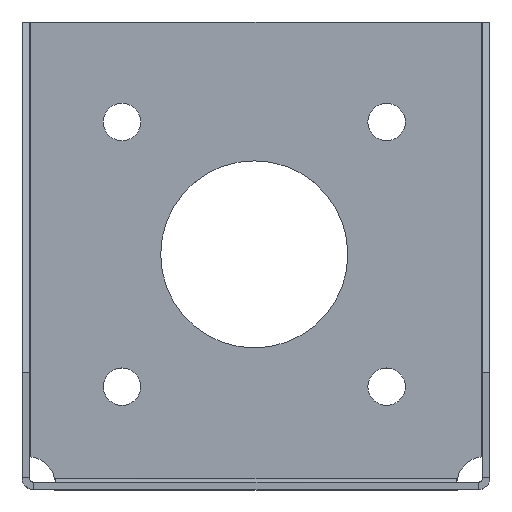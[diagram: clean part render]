
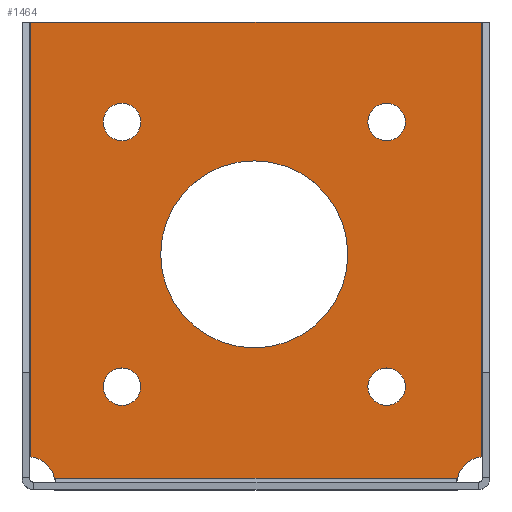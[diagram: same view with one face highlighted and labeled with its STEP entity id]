
A CAD part, top view. The second image highlights one B-rep face of the part: STEP entity #1464.
In plain terms, the highlighted planar face has unit normal (0, 0, 1).
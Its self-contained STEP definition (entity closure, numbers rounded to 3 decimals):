
#21 = VECTOR ( 'NONE', #704, 1000. ) ;
#24 = EDGE_LOOP ( 'NONE', ( #2184, #229 ) ) ;
#56 = DIRECTION ( 'NONE',  ( 0., -1., 0. ) ) ;
#64 = EDGE_CURVE ( 'NONE', #2091, #2211, #586, .T. ) ;
#74 = CARTESIAN_POINT ( 'NONE',  ( 50., 1., -48.5 ) ) ;
#101 = LINE ( 'NONE', #74, #1525 ) ;
#109 = VERTEX_POINT ( 'NONE', #1245 ) ;
#129 = CARTESIAN_POINT ( 'NONE',  ( -28.65, 73.15, -48.5 ) ) ;
#142 = CARTESIAN_POINT ( 'NONE',  ( 48.146, 5.581, -48.5 ) ) ;
#208 = DIRECTION ( 'NONE',  ( 0., 1., 0. ) ) ;
#213 = EDGE_LOOP ( 'NONE', ( #947, #367 ) ) ;
#216 = CARTESIAN_POINT ( 'NONE',  ( -0.366, 28.866, -48.5 ) ) ;
#217 = ORIENTED_EDGE ( 'NONE', *, *, #1802, .T. ) ;
#220 = DIRECTION ( 'NONE',  ( 0., 0., 1. ) ) ;
#229 = ORIENTED_EDGE ( 'NONE', *, *, #64, .T. ) ;
#267 = EDGE_LOOP ( 'NONE', ( #762, #1949, #1369, #1804, #1743, #495 ) ) ;
#272 = VERTEX_POINT ( 'NONE', #2027 ) ;
#273 = CIRCLE ( 'NONE', #1141, 4. ) ;
#290 = CARTESIAN_POINT ( 'NONE',  ( 27.918, 16.582, -48.5 ) ) ;
#301 = DIRECTION ( 'NONE',  ( 0., 0., -1. ) ) ;
#315 = DIRECTION ( 'NONE',  ( 1., 0., 0. ) ) ;
#331 = DIRECTION ( 'NONE',  ( 0., -1., 0. ) ) ;
#362 = ORIENTED_EDGE ( 'NONE', *, *, #1231, .T. ) ;
#366 = VERTEX_POINT ( 'NONE', #658 ) ;
#367 = ORIENTED_EDGE ( 'NONE', *, *, #1302, .T. ) ;
#389 = EDGE_LOOP ( 'NONE', ( #362, #217 ) ) ;
#399 = EDGE_LOOP ( 'NONE', ( #1648, #2044 ) ) ;
#423 = CIRCLE ( 'NONE', #882, 6. ) ;
#431 = DIRECTION ( 'NONE',  ( 0., 0., -1. ) ) ;
#435 = VERTEX_POINT ( 'NONE', #1242 ) ;
#456 = CARTESIAN_POINT ( 'NONE',  ( 27.918, 20.582, -48.5 ) ) ;
#495 = ORIENTED_EDGE ( 'NONE', *, *, #2174, .F. ) ;
#510 = EDGE_CURVE ( 'NONE', #2211, #2091, #589, .T. ) ;
#552 = EDGE_CURVE ( 'NONE', #435, #1974, #2289, .T. ) ;
#556 = EDGE_CURVE ( 'NONE', #2164, #1274, #1570, .T. ) ;
#583 = EDGE_CURVE ( 'NONE', #1217, #656, #740, .T. ) ;
#586 = CIRCLE ( 'NONE', #1605, 20. ) ;
#588 = DIRECTION ( 'NONE',  ( 0., 1., 0. ) ) ;
#589 = CIRCLE ( 'NONE', #1378, 20. ) ;
#600 = EDGE_CURVE ( 'NONE', #1046, #1922, #896, .T. ) ;
#603 = CARTESIAN_POINT ( 'NONE',  ( 43.034, 1., -48.5 ) ) ;
#656 = VERTEX_POINT ( 'NONE', #1511 ) ;
#658 = CARTESIAN_POINT ( 'NONE',  ( -43.034, 1., -48.5 ) ) ;
#689 = DIRECTION ( 'NONE',  ( 0., 1., 0. ) ) ;
#691 = AXIS2_PLACEMENT_3D ( 'NONE', #1382, #1346, #1546 ) ;
#704 = DIRECTION ( 'NONE',  ( 0., 1., 0. ) ) ;
#717 = CARTESIAN_POINT ( 'NONE',  ( -0.366, 48.866, -48.5 ) ) ;
#736 = AXIS2_PLACEMENT_3D ( 'NONE', #1914, #2135, #331 ) ;
#740 = CIRCLE ( 'NONE', #816, 4. ) ;
#762 = ORIENTED_EDGE ( 'NONE', *, *, #1987, .F. ) ;
#769 = VECTOR ( 'NONE', #2182, 1000. ) ;
#787 = EDGE_CURVE ( 'NONE', #1922, #1320, #1215, .T. ) ;
#790 = DIRECTION ( 'NONE',  ( 0., 1., 0. ) ) ;
#801 = CARTESIAN_POINT ( 'NONE',  ( 27.918, 20.582, -48.5 ) ) ;
#805 = DIRECTION ( 'NONE',  ( -1., 0., 0. ) ) ;
#816 = AXIS2_PLACEMENT_3D ( 'NONE', #1915, #1598, #689 ) ;
#843 = CIRCLE ( 'NONE', #2165, 4. ) ;
#882 = AXIS2_PLACEMENT_3D ( 'NONE', #2015, #1293, #1139 ) ;
#896 = LINE ( 'NONE', #1057, #21 ) ;
#909 = DIRECTION ( 'NONE',  ( 0., 0., -1. ) ) ;
#913 = EDGE_LOOP ( 'NONE', ( #944, #1564 ) ) ;
#932 = DIRECTION ( 'NONE',  ( 0., 0., -1. ) ) ;
#944 = ORIENTED_EDGE ( 'NONE', *, *, #1503, .T. ) ;
#947 = ORIENTED_EDGE ( 'NONE', *, *, #552, .T. ) ;
#1031 = CARTESIAN_POINT ( 'NONE',  ( -0.366, 68.866, -48.5 ) ) ;
#1046 = VERTEX_POINT ( 'NONE', #1498 ) ;
#1052 = VERTEX_POINT ( 'NONE', #603 ) ;
#1057 = CARTESIAN_POINT ( 'NONE',  ( -48.146, 0., -48.5 ) ) ;
#1082 = DIRECTION ( 'NONE',  ( 0., 1., 0. ) ) ;
#1084 = CARTESIAN_POINT ( 'NONE',  ( 48.146, 98.5, -48.5 ) ) ;
#1104 = LINE ( 'NONE', #1459, #769 ) ;
#1139 = DIRECTION ( 'NONE',  ( 0., -1., 0. ) ) ;
#1141 = AXIS2_PLACEMENT_3D ( 'NONE', #1926, #301, #1167 ) ;
#1167 = DIRECTION ( 'NONE',  ( 0., 1., 0. ) ) ;
#1190 = EDGE_CURVE ( 'NONE', #1274, #2164, #1715, .T. ) ;
#1215 = LINE ( 'NONE', #1385, #2094 ) ;
#1217 = VERTEX_POINT ( 'NONE', #129 ) ;
#1231 = EDGE_CURVE ( 'NONE', #272, #109, #273, .T. ) ;
#1242 = CARTESIAN_POINT ( 'NONE',  ( 27.918, 24.582, -48.5 ) ) ;
#1245 = CARTESIAN_POINT ( 'NONE',  ( 27.918, 73.15, -48.5 ) ) ;
#1274 = VERTEX_POINT ( 'NONE', #1534 ) ;
#1293 = DIRECTION ( 'NONE',  ( 0., 0., 1. ) ) ;
#1302 = EDGE_CURVE ( 'NONE', #1974, #435, #843, .T. ) ;
#1307 = FACE_BOUND ( 'NONE', #913, .T. ) ;
#1318 = FACE_BOUND ( 'NONE', #389, .T. ) ;
#1320 = VERTEX_POINT ( 'NONE', #1084 ) ;
#1346 = DIRECTION ( 'NONE',  ( 0., 0., -1. ) ) ;
#1347 = VERTEX_POINT ( 'NONE', #142 ) ;
#1369 = ORIENTED_EDGE ( 'NONE', *, *, #787, .F. ) ;
#1378 = AXIS2_PLACEMENT_3D ( 'NONE', #1990, #2309, #1082 ) ;
#1382 = CARTESIAN_POINT ( 'NONE',  ( -28.65, 20.582, -48.5 ) ) ;
#1385 = CARTESIAN_POINT ( 'NONE',  ( 50., 98.5, -48.5 ) ) ;
#1430 = CARTESIAN_POINT ( 'NONE',  ( -28.65, 20.582, -48.5 ) ) ;
#1445 = CIRCLE ( 'NONE', #736, 6. ) ;
#1454 = AXIS2_PLACEMENT_3D ( 'NONE', #456, #1544, #1791 ) ;
#1459 = CARTESIAN_POINT ( 'NONE',  ( 48.146, 0., -48.5 ) ) ;
#1464 = ADVANCED_FACE ( 'NONE', ( #1318, #1653, #2172, #1307, #1851, #1677 ), #2206, .T. ) ;
#1474 = EDGE_CURVE ( 'NONE', #366, #1046, #423, .T. ) ;
#1498 = CARTESIAN_POINT ( 'NONE',  ( -48.146, 5.581, -48.5 ) ) ;
#1503 = EDGE_CURVE ( 'NONE', #656, #1217, #2090, .T. ) ;
#1511 = CARTESIAN_POINT ( 'NONE',  ( -28.65, 81.15, -48.5 ) ) ;
#1520 = DIRECTION ( 'NONE',  ( 0., 0., -1. ) ) ;
#1525 = VECTOR ( 'NONE', #805, 1000. ) ;
#1534 = CARTESIAN_POINT ( 'NONE',  ( -28.65, 16.582, -48.5 ) ) ;
#1544 = DIRECTION ( 'NONE',  ( 0., 0., -1. ) ) ;
#1546 = DIRECTION ( 'NONE',  ( 0., 1., 0. ) ) ;
#1552 = EDGE_CURVE ( 'NONE', #1347, #1320, #1104, .T. ) ;
#1564 = ORIENTED_EDGE ( 'NONE', *, *, #583, .T. ) ;
#1570 = CIRCLE ( 'NONE', #1647, 4. ) ;
#1588 = DIRECTION ( 'NONE',  ( 0., 0., -1. ) ) ;
#1598 = DIRECTION ( 'NONE',  ( 0., 0., -1. ) ) ;
#1605 = AXIS2_PLACEMENT_3D ( 'NONE', #717, #909, #208 ) ;
#1647 = AXIS2_PLACEMENT_3D ( 'NONE', #1430, #1588, #1964 ) ;
#1648 = ORIENTED_EDGE ( 'NONE', *, *, #556, .T. ) ;
#1653 = FACE_BOUND ( 'NONE', #213, .T. ) ;
#1677 = FACE_OUTER_BOUND ( 'NONE', #267, .T. ) ;
#1692 = CARTESIAN_POINT ( 'NONE',  ( -28.65, 77.15, -48.5 ) ) ;
#1715 = CIRCLE ( 'NONE', #691, 4. ) ;
#1743 = ORIENTED_EDGE ( 'NONE', *, *, #1474, .F. ) ;
#1764 = CARTESIAN_POINT ( 'NONE',  ( -48.146, 98.5, -48.5 ) ) ;
#1791 = DIRECTION ( 'NONE',  ( 0., 1., 0. ) ) ;
#1802 = EDGE_CURVE ( 'NONE', #109, #272, #1905, .T. ) ;
#1804 = ORIENTED_EDGE ( 'NONE', *, *, #600, .F. ) ;
#1828 = AXIS2_PLACEMENT_3D ( 'NONE', #2065, #431, #790 ) ;
#1830 = CARTESIAN_POINT ( 'NONE',  ( 0., 0., -48.5 ) ) ;
#1851 = FACE_BOUND ( 'NONE', #24, .T. ) ;
#1905 = CIRCLE ( 'NONE', #1828, 4. ) ;
#1914 = CARTESIAN_POINT ( 'NONE',  ( 48.874, -0.374, -48.5 ) ) ;
#1915 = CARTESIAN_POINT ( 'NONE',  ( -28.65, 77.15, -48.5 ) ) ;
#1922 = VERTEX_POINT ( 'NONE', #1764 ) ;
#1926 = CARTESIAN_POINT ( 'NONE',  ( 27.918, 77.15, -48.5 ) ) ;
#1949 = ORIENTED_EDGE ( 'NONE', *, *, #1552, .T. ) ;
#1964 = DIRECTION ( 'NONE',  ( 0., 1., 0. ) ) ;
#1974 = VERTEX_POINT ( 'NONE', #290 ) ;
#1987 = EDGE_CURVE ( 'NONE', #1347, #1052, #1445, .T. ) ;
#1990 = CARTESIAN_POINT ( 'NONE',  ( -0.366, 48.866, -48.5 ) ) ;
#2015 = CARTESIAN_POINT ( 'NONE',  ( -48.874, -0.374, -48.5 ) ) ;
#2027 = CARTESIAN_POINT ( 'NONE',  ( 27.918, 81.15, -48.5 ) ) ;
#2044 = ORIENTED_EDGE ( 'NONE', *, *, #1190, .T. ) ;
#2065 = CARTESIAN_POINT ( 'NONE',  ( 27.918, 77.15, -48.5 ) ) ;
#2090 = CIRCLE ( 'NONE', #2199, 4. ) ;
#2091 = VERTEX_POINT ( 'NONE', #216 ) ;
#2094 = VECTOR ( 'NONE', #315, 1000. ) ;
#2126 = AXIS2_PLACEMENT_3D ( 'NONE', #1830, #220, #56 ) ;
#2135 = DIRECTION ( 'NONE',  ( 0., 0., 1. ) ) ;
#2156 = CARTESIAN_POINT ( 'NONE',  ( -28.65, 24.582, -48.5 ) ) ;
#2164 = VERTEX_POINT ( 'NONE', #2156 ) ;
#2165 = AXIS2_PLACEMENT_3D ( 'NONE', #801, #1520, #2245 ) ;
#2172 = FACE_BOUND ( 'NONE', #399, .T. ) ;
#2174 = EDGE_CURVE ( 'NONE', #1052, #366, #101, .T. ) ;
#2182 = DIRECTION ( 'NONE',  ( 0., 1., 0. ) ) ;
#2184 = ORIENTED_EDGE ( 'NONE', *, *, #510, .T. ) ;
#2199 = AXIS2_PLACEMENT_3D ( 'NONE', #1692, #932, #588 ) ;
#2206 = PLANE ( 'NONE',  #2126 ) ;
#2211 = VERTEX_POINT ( 'NONE', #1031 ) ;
#2245 = DIRECTION ( 'NONE',  ( 0., 1., 0. ) ) ;
#2289 = CIRCLE ( 'NONE', #1454, 4. ) ;
#2309 = DIRECTION ( 'NONE',  ( 0., 0., -1. ) ) ;
